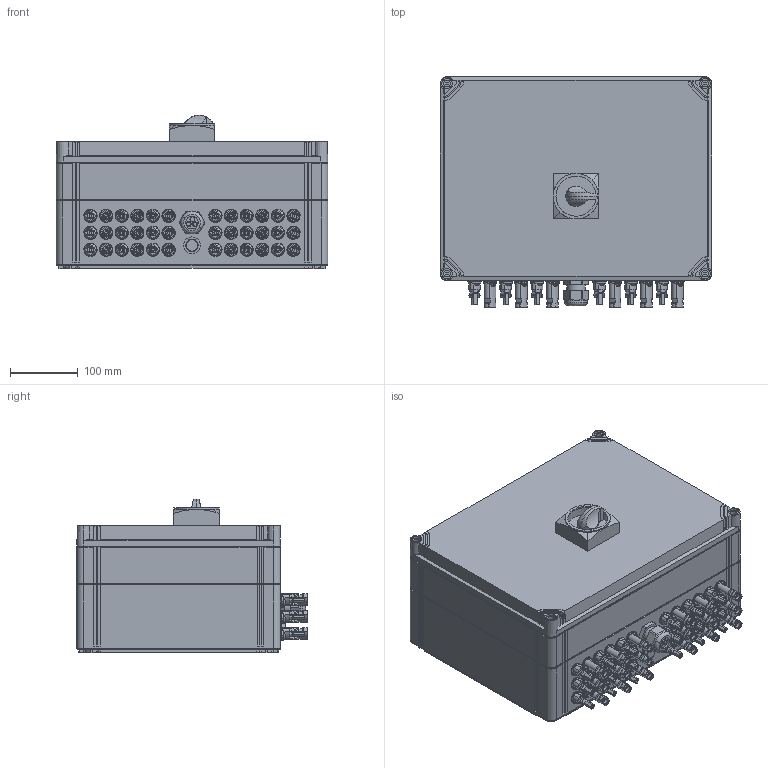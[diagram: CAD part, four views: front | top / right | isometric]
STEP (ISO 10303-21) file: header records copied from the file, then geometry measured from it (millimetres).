
FILE_DESCRIPTION(('CATIA V5 STEP Exchange','CAx-IF Rec.Pracs.--- Model Styling and Organization---1.5--- 2016-08-15','CAx-IF Rec.Pracs.---Supplemental Geometry---1.0---2011-11-01','CAx-IF Rec.Pracs.--- Composite Materials ---1.1---2010-07-15'),'2;1');
FILE_NAME ('D1655741_0', '2025-05-06T08:07:19+00:00', ('none'), ('Weidmueller'), 'CATIA Version 5-6 Release 2022 SP4 HF5', 'CATIA V5 STEP AP214 v3', 'none');
FILE_SCHEMA(('AUTOMOTIVE_DESIGN { 1 0 10303 214 1 1 1 1 }'));
Products named in the file (1): S3D_PVN_DC_3I_3O_3MPP_SW_SPD1R_WM4_11
Bounding box: 400 x 339.25 x 226.2 mm (x, y, z)
Volume: 22265305.2 mm3; surface area: 638869.7 mm2
Topology: 1 solids, 1 shells, 3808 faces, 11261 edges, 7657 vertices
Faces by surface type: plane 2131, cylinder 1113, cone 400, sphere 56, extrusion 48, revolution 38, bspline 16, torus 6
Entity records: 129041 total; most frequent: CARTESIAN_POINT 35483, ORIENTED_EDGE 22518, DIRECTION 12408, EDGE_CURVE 11259, VERTEX_POINT 7657, VECTOR 5555, LINE 5507, AXIS2_PLACEMENT_3D 4831
